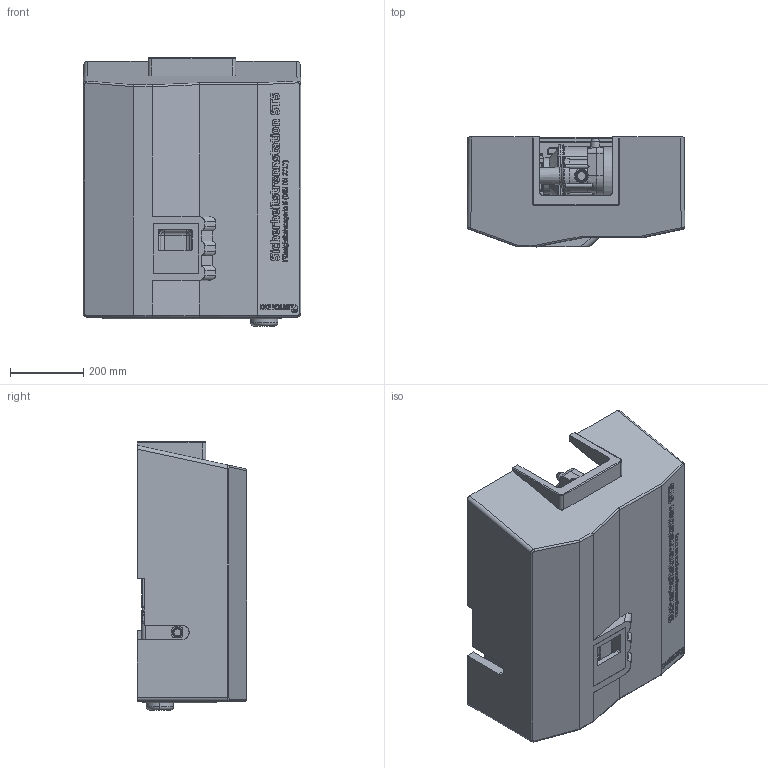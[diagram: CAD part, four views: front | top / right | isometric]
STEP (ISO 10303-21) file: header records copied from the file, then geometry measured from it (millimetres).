
FILE_DESCRIPTION(/* description */ (''),/* implementation_level */ '2;1');
FILE_NAME(/* name */ 'Sicherheitstrennstation ST5.stp',/* time_stamp */ '2017-04-24T08:32:31+02:00',/* author */ ('sk'),/* organization */ (''),/* preprocessor_version */ 'ST-DEVELOPER v16.5',/* originating_system */ 'Autodesk Inventor 2017',/* authorisation */ '');
FILE_SCHEMA (('AUTOMOTIVE_DESIGN { 1 0 10303 214 3 1 1 }'));
Products named in the file (1): Sicherheitstrennstation ST5
Bounding box: 595.79 x 300.05 x 735 mm (x, y, z)
Volume: 8084177.6 mm3; surface area: 3862806.7 mm2
Topology: 9 solids, 564 shells, 5631 faces, 15965 edges, 11213 vertices
Faces by surface type: plane 2491, bspline 1390, cylinder 1060, torus 490, cone 115, sphere 85
Full cylindrical faces by diameter (mm): 2.5 x2, 3.5 x4, 3.8 x1, 4 x2, 5 x2, 6 x5, 6.5 x2, 6.9 x1, 7 x1, 7.5 x1, 7.8 x4, 8 x3, 9 x2, 12 x2, 17.2 x1, 19.5 x3, 20 x1, 21.6 x1, 22 x2, 24 x4, 25 x2, 26 x2, 26.3 x2, 27 x1, 27.262 x2, 27.306 x1, 28 x1, 29 x3, 29.1 x1, 30 x4
Entity records: 212977 total; most frequent: CARTESIAN_POINT 69973, ORIENTED_EDGE 28646, DIRECTION 24685, EDGE_CURVE 15639, VERTEX_POINT 11133, LINE 8815, VECTOR 8815, AXIS2_PLACEMENT_3D 7935
